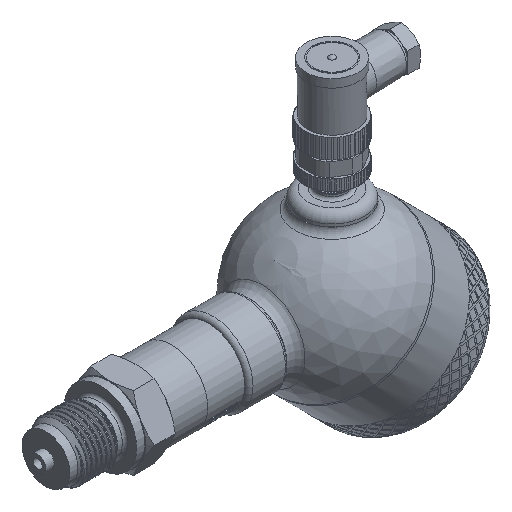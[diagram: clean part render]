
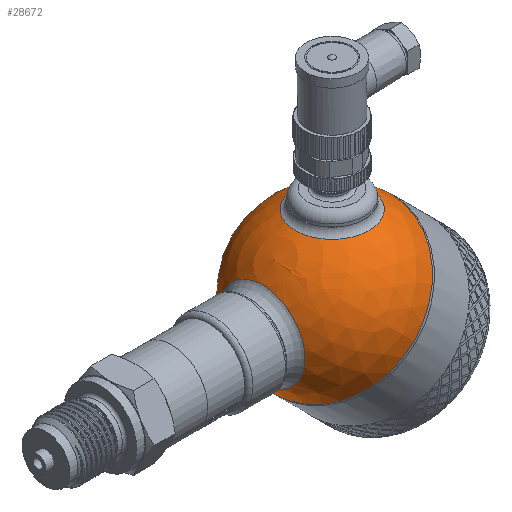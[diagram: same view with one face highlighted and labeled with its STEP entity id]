
A CAD part, isometric view. The second image highlights one B-rep face of the part: STEP entity #28672.
In plain terms, the highlighted spherical face has radius 30 mm.
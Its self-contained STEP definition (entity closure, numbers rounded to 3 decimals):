
#45=SPHERICAL_SURFACE('',#30387,30.);
#126=FACE_BOUND('',#3842,.T.);
#127=FACE_BOUND('',#3843,.T.);
#2017=FACE_OUTER_BOUND('',#3841,.T.);
#3841=EDGE_LOOP('',(#20540,#20541,#20542,#20543));
#3842=EDGE_LOOP('',(#20544));
#3843=EDGE_LOOP('',(#20545));
#5551=CIRCLE('',#30310,30.);
#5552=CIRCLE('',#30311,30.);
#5579=CIRCLE('',#30383,13.5);
#5582=CIRCLE('',#30388,30.);
#5583=CIRCLE('',#30389,15.643);
#11131=VERTEX_POINT('',#40857);
#11132=VERTEX_POINT('',#40859);
#11659=VERTEX_POINT('',#47623);
#11661=VERTEX_POINT('',#47630);
#11662=VERTEX_POINT('',#47632);
#14216=EDGE_CURVE('',#11131,#11132,#5551,.T.);
#14217=EDGE_CURVE('',#11132,#11131,#5552,.T.);
#15010=EDGE_CURVE('',#11659,#11659,#5579,.T.);
#15013=EDGE_CURVE('',#11132,#11661,#5582,.T.);
#15014=EDGE_CURVE('',#11662,#11662,#5583,.T.);
#20540=ORIENTED_EDGE('',*,*,#14217,.F.);
#20541=ORIENTED_EDGE('',*,*,#15013,.T.);
#20542=ORIENTED_EDGE('',*,*,#15013,.F.);
#20543=ORIENTED_EDGE('',*,*,#14216,.F.);
#20544=ORIENTED_EDGE('',*,*,#15014,.F.);
#20545=ORIENTED_EDGE('',*,*,#15010,.F.);
#28672=ADVANCED_FACE('',(#2017,#126,#127),#45,.T.);
#30310=AXIS2_PLACEMENT_3D('',#40860,#32133,#32134);
#30311=AXIS2_PLACEMENT_3D('',#40861,#32135,#32136);
#30383=AXIS2_PLACEMENT_3D('',#47624,#32557,#32558);
#30387=AXIS2_PLACEMENT_3D('',#47629,#32565,#32566);
#30388=AXIS2_PLACEMENT_3D('',#47631,#32567,#32568);
#30389=AXIS2_PLACEMENT_3D('',#47633,#32569,#32570);
#32133=DIRECTION('center_axis',(1.,0.,0.));
#32134=DIRECTION('ref_axis',(0.,1.,0.));
#32135=DIRECTION('center_axis',(1.,0.,0.));
#32136=DIRECTION('ref_axis',(0.,1.,0.));
#32557=DIRECTION('center_axis',(-0.707,0.,-0.707));
#32558=DIRECTION('ref_axis',(-0.707,0.,0.707));
#32565=DIRECTION('center_axis',(1.,0.,0.));
#32566=DIRECTION('ref_axis',(0.,-1.,0.));
#32567=DIRECTION('center_axis',(0.,0.,1.));
#32568=DIRECTION('ref_axis',(0.,1.,0.));
#32569=DIRECTION('center_axis',(-0.707,0.,0.707));
#32570=DIRECTION('ref_axis',(0.707,0.,0.707));
#40857=CARTESIAN_POINT('',(0.,-30.,0.));
#40859=CARTESIAN_POINT('',(0.,30.,0.));
#40860=CARTESIAN_POINT('Origin',(0.,0.,0.));
#40861=CARTESIAN_POINT('Origin',(0.,0.,0.));
#47623=CARTESIAN_POINT('',(-9.398,0.,-28.49));
#47624=CARTESIAN_POINT('Origin',(-18.944,0.,-18.944));
#47629=CARTESIAN_POINT('Origin',(0.,0.,0.));
#47630=CARTESIAN_POINT('',(-30.,0.,0.));
#47631=CARTESIAN_POINT('Origin',(0.,0.,0.));
#47632=CARTESIAN_POINT('',(-29.162,0.,7.04));
#47633=CARTESIAN_POINT('Origin',(-18.101,0.,18.101));
